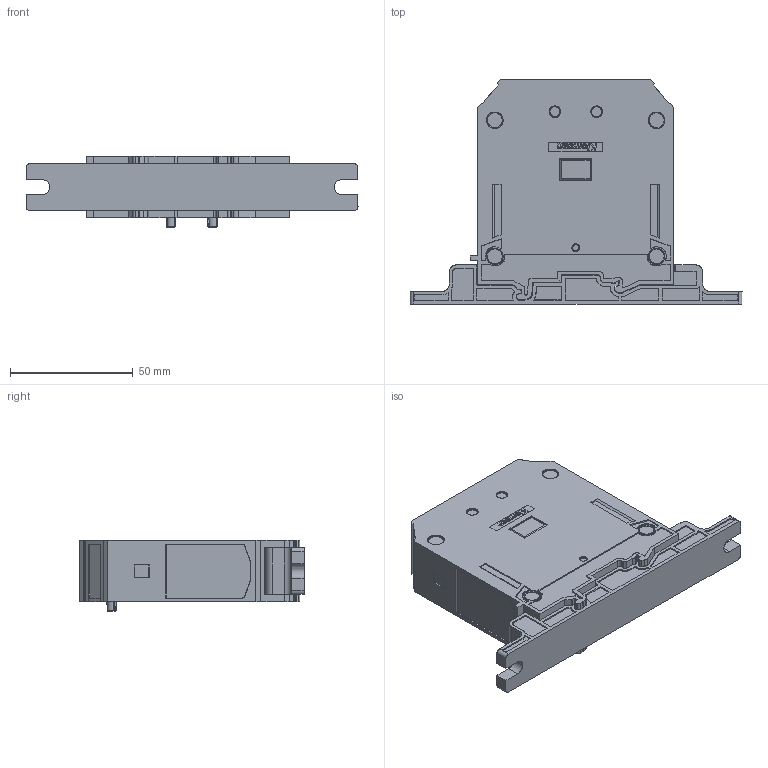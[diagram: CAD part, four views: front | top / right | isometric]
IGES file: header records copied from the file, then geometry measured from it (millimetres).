
Start section: SolidWorks IGES file using analytic representation for surfaces
Global section: file name: 304460_AVK PB 95_GR.IGS; native system: SolidWorks 2015; preprocessor: SolidWorks 2015; author: guveng; date: 150804.133230; units: millimetre
Bounding box: 135.4 x 91.47 x 29 mm (x, y, z)
Surface area: 32168 mm2 (no closed solid volume)
Topology: 0 solids, 0 shells, 959 faces, 10620 edges, 13262 vertices
Faces by surface type: bspline 608, revolution 351
